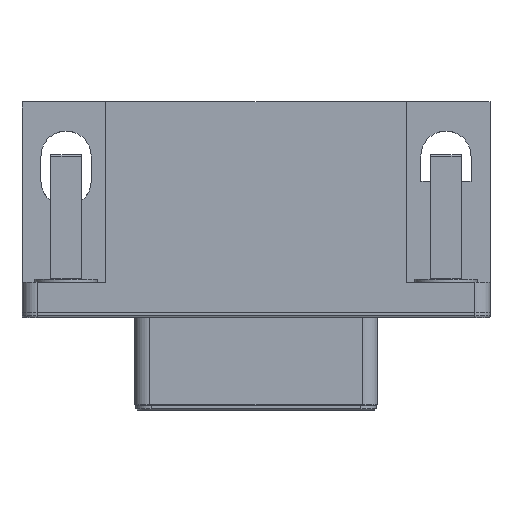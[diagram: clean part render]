
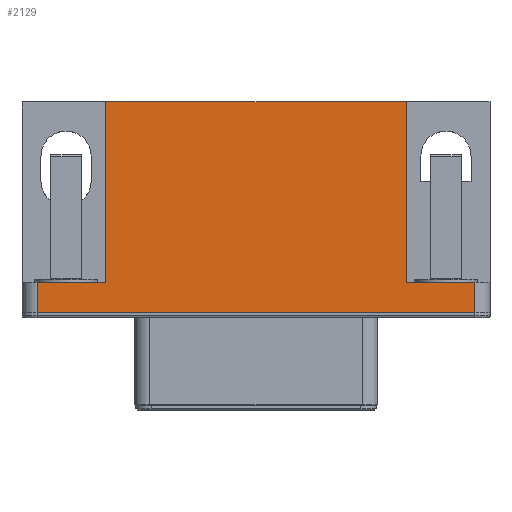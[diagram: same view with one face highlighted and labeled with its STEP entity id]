
A CAD part, top view. The second image highlights one B-rep face of the part: STEP entity #2129.
In plain terms, the highlighted planar face has unit normal (0, 0, 1).
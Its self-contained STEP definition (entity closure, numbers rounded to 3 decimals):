
#1497 = VERTEX_POINT('',#1498);
#1498 = CARTESIAN_POINT('',(-18.408,-12.31,12.5));
#1504 = EDGE_CURVE('',#1505,#1497,#1507,.T.);
#1505 = VERTEX_POINT('',#1506);
#1506 = CARTESIAN_POINT('',(10.393,-12.31,12.5));
#1507 = LINE('',#1508,#1509);
#1508 = CARTESIAN_POINT('',(11.393,-12.31,12.5));
#1509 = VECTOR('',#1510,1.);
#1510 = DIRECTION('',(-1.,0.,0.));
#2129 = ADVANCED_FACE('',(#2130),#2187,.T.);
#2130 = FACE_BOUND('',#2131,.T.);
#2131 = EDGE_LOOP('',(#2132,#2133,#2141,#2149,#2157,#2165,#2173,#2181));
#2132 = ORIENTED_EDGE('',*,*,#1504,.F.);
#2133 = ORIENTED_EDGE('',*,*,#2134,.T.);
#2134 = EDGE_CURVE('',#1505,#2135,#2137,.T.);
#2135 = VERTEX_POINT('',#2136);
#2136 = CARTESIAN_POINT('',(10.393,-10.31,12.5));
#2137 = LINE('',#2138,#2139);
#2138 = CARTESIAN_POINT('',(10.393,-12.31,12.5));
#2139 = VECTOR('',#2140,1.);
#2140 = DIRECTION('',(0.,1.,0.));
#2141 = ORIENTED_EDGE('',*,*,#2142,.F.);
#2142 = EDGE_CURVE('',#2143,#2135,#2145,.T.);
#2143 = VERTEX_POINT('',#2144);
#2144 = CARTESIAN_POINT('',(5.893,-10.31,12.5));
#2145 = LINE('',#2146,#2147);
#2146 = CARTESIAN_POINT('',(10.393,-10.31,12.5));
#2147 = VECTOR('',#2148,1.);
#2148 = DIRECTION('',(1.,0.,0.));
#2149 = ORIENTED_EDGE('',*,*,#2150,.F.);
#2150 = EDGE_CURVE('',#2151,#2143,#2153,.T.);
#2151 = VERTEX_POINT('',#2152);
#2152 = CARTESIAN_POINT('',(5.893,1.58,12.5));
#2153 = LINE('',#2154,#2155);
#2154 = CARTESIAN_POINT('',(5.893,-11.31,12.5));
#2155 = VECTOR('',#2156,1.);
#2156 = DIRECTION('',(0.,-1.,0.));
#2157 = ORIENTED_EDGE('',*,*,#2158,.T.);
#2158 = EDGE_CURVE('',#2151,#2159,#2161,.T.);
#2159 = VERTEX_POINT('',#2160);
#2160 = CARTESIAN_POINT('',(-13.908,1.58,12.5));
#2161 = LINE('',#2162,#2163);
#2162 = CARTESIAN_POINT('',(11.393,1.58,12.5));
#2163 = VECTOR('',#2164,1.);
#2164 = DIRECTION('',(-1.,0.,0.));
#2165 = ORIENTED_EDGE('',*,*,#2166,.F.);
#2166 = EDGE_CURVE('',#2167,#2159,#2169,.T.);
#2167 = VERTEX_POINT('',#2168);
#2168 = CARTESIAN_POINT('',(-13.908,-10.31,12.5));
#2169 = LINE('',#2170,#2171);
#2170 = CARTESIAN_POINT('',(-13.908,-11.31,12.5));
#2171 = VECTOR('',#2172,1.);
#2172 = DIRECTION('',(0.,1.,0.));
#2173 = ORIENTED_EDGE('',*,*,#2174,.F.);
#2174 = EDGE_CURVE('',#2175,#2167,#2177,.T.);
#2175 = VERTEX_POINT('',#2176);
#2176 = CARTESIAN_POINT('',(-18.408,-10.31,12.5));
#2177 = LINE('',#2178,#2179);
#2178 = CARTESIAN_POINT('',(-3.008,-10.31,12.5));
#2179 = VECTOR('',#2180,1.);
#2180 = DIRECTION('',(1.,0.,0.));
#2181 = ORIENTED_EDGE('',*,*,#2182,.F.);
#2182 = EDGE_CURVE('',#1497,#2175,#2183,.T.);
#2183 = LINE('',#2184,#2185);
#2184 = CARTESIAN_POINT('',(-18.408,-12.31,12.5));
#2185 = VECTOR('',#2186,1.);
#2186 = DIRECTION('',(0.,1.,0.));
#2187 = PLANE('',#2188);
#2188 = AXIS2_PLACEMENT_3D('',#2189,#2190,#2191);
#2189 = CARTESIAN_POINT('',(11.393,-12.31,12.5));
#2190 = DIRECTION('',(0.,0.,1.));
#2191 = DIRECTION('',(-1.,0.,0.));
